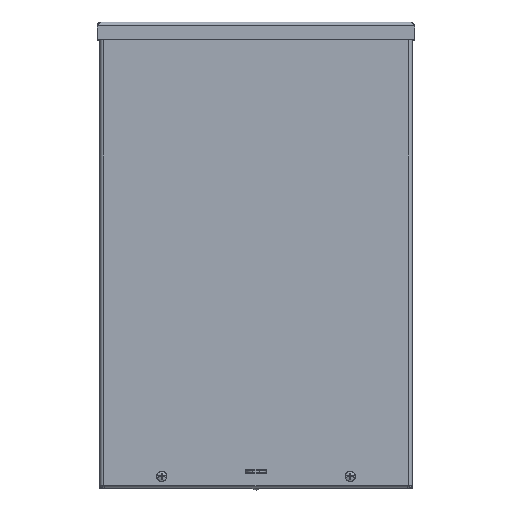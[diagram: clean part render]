
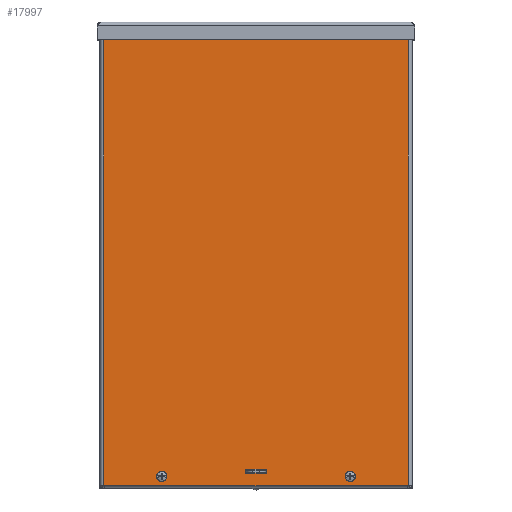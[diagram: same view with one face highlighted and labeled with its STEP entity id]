
A CAD part, top view. The second image highlights one B-rep face of the part: STEP entity #17997.
In plain terms, the highlighted planar face has unit normal (0, 0, 1).
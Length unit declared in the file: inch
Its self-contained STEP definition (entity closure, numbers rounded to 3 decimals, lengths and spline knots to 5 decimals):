
#141 = LINE ( 'NONE', #15264, #3544 ) ;
#181 = DIRECTION ( 'NONE',  ( 0., 0., -1. ) ) ;
#216 = AXIS2_PLACEMENT_3D ( 'NONE', #7905, #17924, #9286 ) ;
#243 = AXIS2_PLACEMENT_3D ( 'NONE', #9507, #13883, #6679 ) ;
#373 = EDGE_CURVE ( 'NONE', #5791, #11381, #10127, .T. ) ;
#417 = EDGE_LOOP ( 'NONE', ( #3449 ) ) ;
#441 = CIRCLE ( 'NONE', #7419, 0.03125 ) ;
#497 = CARTESIAN_POINT ( 'NONE',  ( -0.42188, -8.41488, 6.19362 ) ) ;
#633 = CARTESIAN_POINT ( 'NONE',  ( 3.78125, 8.59375, 6.19362 ) ) ;
#786 = EDGE_CURVE ( 'NONE', #5388, #15616, #3348, .T. ) ;
#1599 = AXIS2_PLACEMENT_3D ( 'NONE', #9967, #12768, #18476 ) ;
#1801 = CARTESIAN_POINT ( 'NONE',  ( 5.90625, -8.92188, 6.19362 ) ) ;
#1834 = DIRECTION ( 'NONE',  ( 0., 0., -1. ) ) ;
#1896 = VECTOR ( 'NONE', #18455, 39.37008 ) ;
#2261 = DIRECTION ( 'NONE',  ( 1., 0., 0. ) ) ;
#2283 = DIRECTION ( 'NONE',  ( -1., 0., 0. ) ) ;
#2521 = CARTESIAN_POINT ( 'NONE',  ( -3.65625, -8.5625, 6.19362 ) ) ;
#2584 = CARTESIAN_POINT ( 'NONE',  ( -6.059, -8.92188, 6.19362 ) ) ;
#2586 = DIRECTION ( 'NONE',  ( 1., 0., 0. ) ) ;
#2765 = EDGE_CURVE ( 'NONE', #6651, #6651, #8112, .T. ) ;
#2924 = CIRCLE ( 'NONE', #18025, 0.125 ) ;
#3092 = ORIENTED_EDGE ( 'NONE', *, *, #15162, .T. ) ;
#3150 = CARTESIAN_POINT ( 'NONE',  ( 3.65625, 8.59375, 6.19362 ) ) ;
#3225 = VECTOR ( 'NONE', #10476, 39.37008 ) ;
#3348 = LINE ( 'NONE', #15220, #7179 ) ;
#3449 = ORIENTED_EDGE ( 'NONE', *, *, #16960, .T. ) ;
#3544 = VECTOR ( 'NONE', #8144, 39.37008 ) ;
#3791 = DIRECTION ( 'NONE',  ( 1., 0., 0. ) ) ;
#3810 = ORIENTED_EDGE ( 'NONE', *, *, #16797, .F. ) ;
#3848 = DIRECTION ( 'NONE',  ( 0., 0., -1. ) ) ;
#3973 = EDGE_CURVE ( 'NONE', #18097, #11381, #16352, .T. ) ;
#4009 = EDGE_LOOP ( 'NONE', ( #17697, #12197, #4853, #3810, #13346, #8773, #3092, #8650 ) ) ;
#4069 = EDGE_CURVE ( 'NONE', #18326, #11458, #17003, .T. ) ;
#4524 = AXIS2_PLACEMENT_3D ( 'NONE', #2521, #10904, #2261 ) ;
#4813 = FACE_BOUND ( 'NONE', #14040, .T. ) ;
#4853 = ORIENTED_EDGE ( 'NONE', *, *, #14607, .T. ) ;
#5061 = EDGE_CURVE ( 'NONE', #5685, #15616, #10866, .T. ) ;
#5078 = CARTESIAN_POINT ( 'NONE',  ( 0., 0.01562, 6.19362 ) ) ;
#5388 = VERTEX_POINT ( 'NONE', #12311 ) ;
#5422 = AXIS2_PLACEMENT_3D ( 'NONE', #5078, #11220, #2586 ) ;
#5424 = ORIENTED_EDGE ( 'NONE', *, *, #8517, .T. ) ;
#5685 = VERTEX_POINT ( 'NONE', #13123 ) ;
#5791 = VERTEX_POINT ( 'NONE', #497 ) ;
#5825 = CARTESIAN_POINT ( 'NONE',  ( 5.90625, 8.95312, 6.19362 ) ) ;
#6317 = VERTEX_POINT ( 'NONE', #6962 ) ;
#6651 = VERTEX_POINT ( 'NONE', #8882 ) ;
#6663 = VERTEX_POINT ( 'NONE', #10751 ) ;
#6679 = DIRECTION ( 'NONE',  ( -0.707, 0.707, 0. ) ) ;
#6700 = EDGE_LOOP ( 'NONE', ( #9136 ) ) ;
#6938 = CARTESIAN_POINT ( 'NONE',  ( 5.90625, -4.45313, 6.19362 ) ) ;
#6962 = CARTESIAN_POINT ( 'NONE',  ( 0.39062, -8.28988, 6.19362 ) ) ;
#6981 = VECTOR ( 'NONE', #18441, 39.37008 ) ;
#7179 = VECTOR ( 'NONE', #13841, 39.37008 ) ;
#7183 = LINE ( 'NONE', #13683, #12385 ) ;
#7419 = AXIS2_PLACEMENT_3D ( 'NONE', #12895, #14358, #15490 ) ;
#7768 = EDGE_CURVE ( 'NONE', #5388, #6317, #11497, .T. ) ;
#7905 = CARTESIAN_POINT ( 'NONE',  ( 0.39063, -8.32113, 6.19362 ) ) ;
#8023 = ORIENTED_EDGE ( 'NONE', *, *, #13105, .T. ) ;
#8112 = CIRCLE ( 'NONE', #15178, 0.125 ) ;
#8144 = DIRECTION ( 'NONE',  ( 1., 0., 0. ) ) ;
#8211 = FACE_BOUND ( 'NONE', #9364, .T. ) ;
#8436 = FACE_BOUND ( 'NONE', #4009, .T. ) ;
#8517 = EDGE_CURVE ( 'NONE', #12759, #12759, #12455, .T. ) ;
#8650 = ORIENTED_EDGE ( 'NONE', *, *, #7768, .F. ) ;
#8683 = VERTEX_POINT ( 'NONE', #14814 ) ;
#8764 = CARTESIAN_POINT ( 'NONE',  ( -5.90625, 4.48438, 6.19362 ) ) ;
#8773 = ORIENTED_EDGE ( 'NONE', *, *, #3973, .F. ) ;
#8783 = CARTESIAN_POINT ( 'NONE',  ( -0.39063, -8.28988, 6.19362 ) ) ;
#8810 = DIRECTION ( 'NONE',  ( 1., 0., 0. ) ) ;
#8882 = CARTESIAN_POINT ( 'NONE',  ( 3.78125, -8.5625, 6.19362 ) ) ;
#8959 = CIRCLE ( 'NONE', #4524, 0.125 ) ;
#8987 = CARTESIAN_POINT ( 'NONE',  ( 3.65625, -8.5625, 6.19362 ) ) ;
#9136 = ORIENTED_EDGE ( 'NONE', *, *, #11135, .T. ) ;
#9286 = DIRECTION ( 'NONE',  ( 0.707, 0.707, 0. ) ) ;
#9364 = EDGE_LOOP ( 'NONE', ( #5424 ) ) ;
#9507 = CARTESIAN_POINT ( 'NONE',  ( -0.39063, -8.32113, 6.19362 ) ) ;
#9567 = CARTESIAN_POINT ( 'NONE',  ( -5.90625, 8.95312, 6.19362 ) ) ;
#9762 = ORIENTED_EDGE ( 'NONE', *, *, #13707, .T. ) ;
#9896 = AXIS2_PLACEMENT_3D ( 'NONE', #3150, #181, #17503 ) ;
#9967 = CARTESIAN_POINT ( 'NONE',  ( 0.39063, -8.41488, 6.19362 ) ) ;
#10127 = LINE ( 'NONE', #12676, #6981 ) ;
#10190 = EDGE_CURVE ( 'NONE', #10450, #13932, #11797, .T. ) ;
#10273 = CARTESIAN_POINT ( 'NONE',  ( 0.21094, -8.44613, 6.19362 ) ) ;
#10450 = VERTEX_POINT ( 'NONE', #9567 ) ;
#10476 = DIRECTION ( 'NONE',  ( -1., 0., 0. ) ) ;
#10689 = FACE_OUTER_BOUND ( 'NONE', #12821, .T. ) ;
#10751 = CARTESIAN_POINT ( 'NONE',  ( -0.39063, -8.44612, 6.19362 ) ) ;
#10866 = CIRCLE ( 'NONE', #1599, 0.03125 ) ;
#10904 = DIRECTION ( 'NONE',  ( 0., 0., -1. ) ) ;
#11135 = EDGE_CURVE ( 'NONE', #8683, #8683, #2924, .T. ) ;
#11213 = CARTESIAN_POINT ( 'NONE',  ( -0.42188, -8.32113, 6.19362 ) ) ;
#11220 = DIRECTION ( 'NONE',  ( 0., 0., -1. ) ) ;
#11231 = VECTOR ( 'NONE', #11283, 39.37008 ) ;
#11283 = DIRECTION ( 'NONE',  ( 1., 0., 0. ) ) ;
#11381 = VERTEX_POINT ( 'NONE', #11213 ) ;
#11458 = VERTEX_POINT ( 'NONE', #5825 ) ;
#11497 = CIRCLE ( 'NONE', #216, 0.03125 ) ;
#11797 = LINE ( 'NONE', #8764, #15163 ) ;
#12197 = ORIENTED_EDGE ( 'NONE', *, *, #5061, .F. ) ;
#12307 = VERTEX_POINT ( 'NONE', #17712 ) ;
#12311 = CARTESIAN_POINT ( 'NONE',  ( 0.42187, -8.32112, 6.19362 ) ) ;
#12344 = ORIENTED_EDGE ( 'NONE', *, *, #4069, .T. ) ;
#12385 = VECTOR ( 'NONE', #2283, 39.37008 ) ;
#12418 = CARTESIAN_POINT ( 'NONE',  ( -3.65625, 8.59375, 6.19362 ) ) ;
#12455 = CIRCLE ( 'NONE', #9896, 0.125 ) ;
#12676 = CARTESIAN_POINT ( 'NONE',  ( -0.42188, -4.21525, 6.19362 ) ) ;
#12759 = VERTEX_POINT ( 'NONE', #633 ) ;
#12768 = DIRECTION ( 'NONE',  ( 0., 0., 1. ) ) ;
#12821 = EDGE_LOOP ( 'NONE', ( #12344, #8023, #14220, #9762 ) ) ;
#12895 = CARTESIAN_POINT ( 'NONE',  ( -0.39063, -8.41488, 6.19362 ) ) ;
#13105 = EDGE_CURVE ( 'NONE', #11458, #10450, #7183, .T. ) ;
#13123 = CARTESIAN_POINT ( 'NONE',  ( 0.39062, -8.44612, 6.19362 ) ) ;
#13315 = DIRECTION ( 'NONE',  ( 0., -1., 0. ) ) ;
#13346 = ORIENTED_EDGE ( 'NONE', *, *, #373, .T. ) ;
#13650 = PLANE ( 'NONE',  #5422 ) ;
#13683 = CARTESIAN_POINT ( 'NONE',  ( 6.059, 8.95313, 6.19362 ) ) ;
#13707 = EDGE_CURVE ( 'NONE', #13932, #18326, #15718, .T. ) ;
#13841 = DIRECTION ( 'NONE',  ( 0., -1., 0. ) ) ;
#13883 = DIRECTION ( 'NONE',  ( 0., 0., 1. ) ) ;
#13932 = VERTEX_POINT ( 'NONE', #14240 ) ;
#14040 = EDGE_LOOP ( 'NONE', ( #16158 ) ) ;
#14220 = ORIENTED_EDGE ( 'NONE', *, *, #10190, .T. ) ;
#14240 = CARTESIAN_POINT ( 'NONE',  ( -5.90625, -8.92188, 6.19362 ) ) ;
#14317 = FACE_BOUND ( 'NONE', #417, .T. ) ;
#14358 = DIRECTION ( 'NONE',  ( 0., 0., 1. ) ) ;
#14607 = EDGE_CURVE ( 'NONE', #5685, #6663, #15164, .T. ) ;
#14742 = FACE_BOUND ( 'NONE', #6700, .T. ) ;
#14801 = CARTESIAN_POINT ( 'NONE',  ( 0.42187, -8.41488, 6.19362 ) ) ;
#14814 = CARTESIAN_POINT ( 'NONE',  ( -3.53125, 8.59375, 6.19362 ) ) ;
#15162 = EDGE_CURVE ( 'NONE', #18097, #6317, #141, .T. ) ;
#15163 = VECTOR ( 'NONE', #13315, 39.37008 ) ;
#15164 = LINE ( 'NONE', #10273, #3225 ) ;
#15178 = AXIS2_PLACEMENT_3D ( 'NONE', #8987, #1834, #8810 ) ;
#15220 = CARTESIAN_POINT ( 'NONE',  ( 0.42188, -4.13713, 6.19362 ) ) ;
#15264 = CARTESIAN_POINT ( 'NONE',  ( -0.21094, -8.28988, 6.19362 ) ) ;
#15490 = DIRECTION ( 'NONE',  ( -0.707, -0.707, 0. ) ) ;
#15616 = VERTEX_POINT ( 'NONE', #14801 ) ;
#15718 = LINE ( 'NONE', #2584, #11231 ) ;
#16158 = ORIENTED_EDGE ( 'NONE', *, *, #2765, .T. ) ;
#16352 = CIRCLE ( 'NONE', #243, 0.03125 ) ;
#16797 = EDGE_CURVE ( 'NONE', #5791, #6663, #441, .T. ) ;
#16960 = EDGE_CURVE ( 'NONE', #12307, #12307, #8959, .T. ) ;
#17003 = LINE ( 'NONE', #6938, #1896 ) ;
#17503 = DIRECTION ( 'NONE',  ( 1., 0., 0. ) ) ;
#17697 = ORIENTED_EDGE ( 'NONE', *, *, #786, .T. ) ;
#17712 = CARTESIAN_POINT ( 'NONE',  ( -3.53125, -8.5625, 6.19362 ) ) ;
#17924 = DIRECTION ( 'NONE',  ( 0., 0., 1. ) ) ;
#17997 = ADVANCED_FACE ( 'NONE', ( #10689, #14317, #14742, #8436, #4813, #8211 ), #13650, .F. ) ;
#18025 = AXIS2_PLACEMENT_3D ( 'NONE', #12418, #3848, #3791 ) ;
#18097 = VERTEX_POINT ( 'NONE', #8783 ) ;
#18326 = VERTEX_POINT ( 'NONE', #1801 ) ;
#18441 = DIRECTION ( 'NONE',  ( 0., 1., 0. ) ) ;
#18455 = DIRECTION ( 'NONE',  ( 0., 1., 0. ) ) ;
#18476 = DIRECTION ( 'NONE',  ( 0.707, -0.707, 0. ) ) ;
